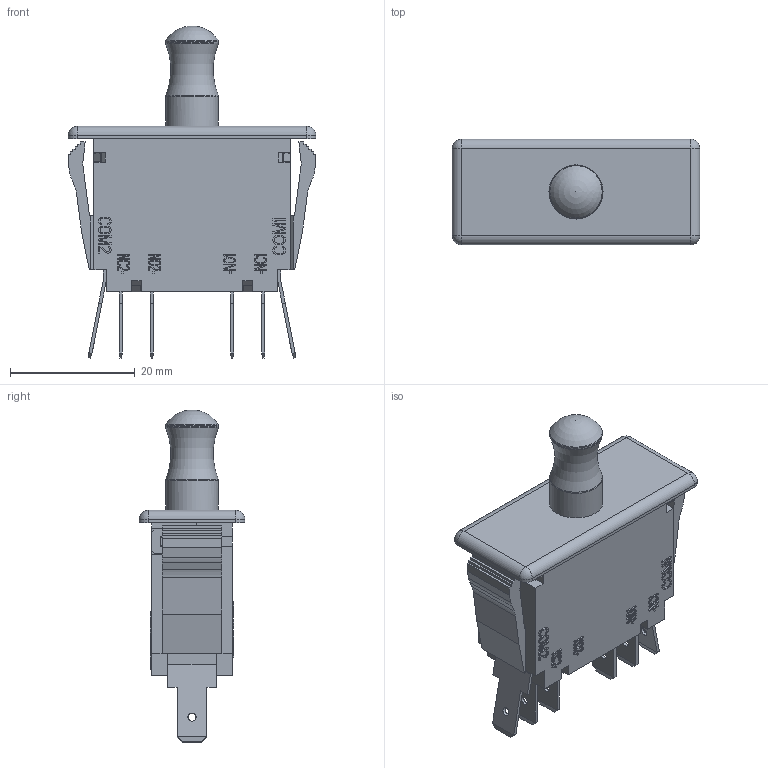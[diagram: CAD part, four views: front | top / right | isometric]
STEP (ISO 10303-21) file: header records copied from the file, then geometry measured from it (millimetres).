
FILE_DESCRIPTION(/* description */ (''),/* implementation_level */ '2;1');
FILE_NAME(/* name */ 'PP2-7U1-xBx.stp',/* time_stamp */ '2025-05-28T11:23:56-05:00',/* author */ ('mroman'),/* organization */ (''),/* preprocessor_version */ 'ST-DEVELOPER v18.1',/* originating_system */ 'Autodesk Inventor 2022',/* authorisation */ '');
FILE_SCHEMA (('AUTOMOTIVE_DESIGN { 1 0 10303 214 3 1 1 }'));
Length unit declared in the file: centimetre
Products named in the file (1): PP2-7U1-xBx
Bounding box: 39.8 x 17 x 53.3 mm (x, y, z)
Volume: 5246.7 mm3; surface area: 9457.2 mm2
Topology: 4 solids, 4 shells, 1294 faces, 3715 edges, 2432 vertices
Faces by surface type: plane 1214, cylinder 67, sphere 5, torus 4, bspline 4
Full cylindrical faces by diameter (mm): 1.3 x6, 2 x6, 8.5 x2, 8.7 x1
Entity records: 42048 total; most frequent: CARTESIAN_POINT 7997, ORIENTED_EDGE 7428, DIRECTION 6426, EDGE_CURVE 3714, LINE 3568, VECTOR 3568, VERTEX_POINT 2432, AXIS2_PLACEMENT_3D 1429
